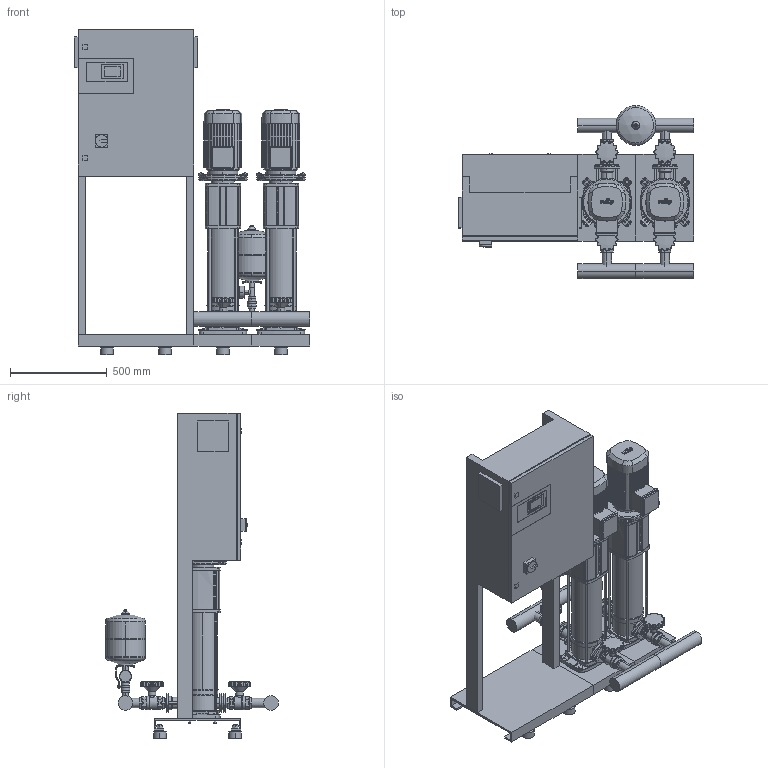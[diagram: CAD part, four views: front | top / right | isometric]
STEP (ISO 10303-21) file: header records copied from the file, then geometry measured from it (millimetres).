
FILE_DESCRIPTION((''),'2;1');
FILE_NAME('3d_COR-2HELIXV1011_K_CC-2534169.stp','2016-01-25T07:19:11',(''),(''),'Mechanical Desktop 2009','Mechanical Desktop 2009',', , ');
FILE_SCHEMA(('CONFIG_CONTROL_DESIGN'));
Length unit declared in the file: millimetre
Products named in the file (1): Product
Bounding box: 1220 x 895.05 x 1685 mm (x, y, z)
Volume: 205655561.9 mm3; surface area: 8914762.3 mm2
Topology: 109 solids, 109 shells, 3611 faces, 9341 edges, 6115 vertices
Faces by surface type: plane 1589, cylinder 908, bspline 872, cone 168, torus 60, sphere 14
Entity records: 117304 total; most frequent: CARTESIAN_POINT 29026, ORIENTED_EDGE 18666, DIRECTION 17291, EDGE_CURVE 9333, VERTEX_POINT 6110, VECTOR 6007, LINE 6007, AXIS2_PLACEMENT_3D 5642
